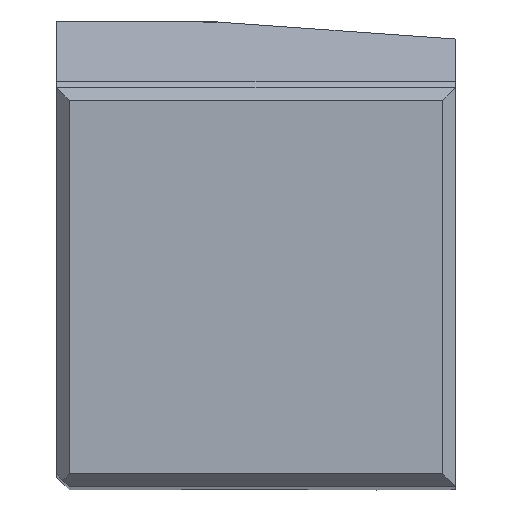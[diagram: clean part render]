
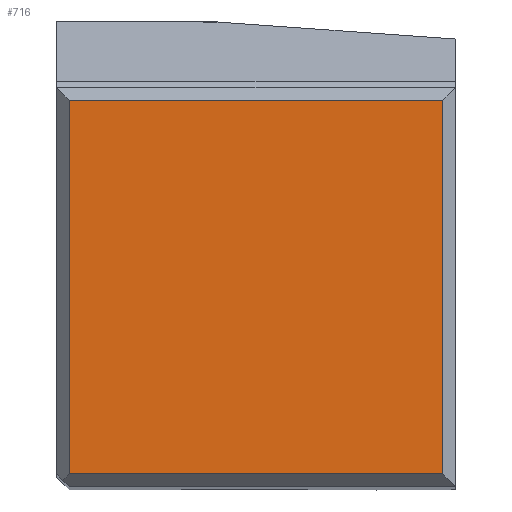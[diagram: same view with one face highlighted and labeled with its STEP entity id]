
A CAD part, top view. The second image highlights one B-rep face of the part: STEP entity #716.
In plain terms, the highlighted planar face has unit normal (0, 0, 1).
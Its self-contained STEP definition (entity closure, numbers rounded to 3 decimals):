
#509=FACE_OUTER_BOUND('',#1045,.T.);
#716=ADVANCED_FACE('',(#509),#806,.T.);
#806=PLANE('',#4308);
#1045=EDGE_LOOP('',(#2164,#2165,#2166,#2167));
#2164=ORIENTED_EDGE('',*,*,#3114,.F.);
#2165=ORIENTED_EDGE('',*,*,#3113,.T.);
#2166=ORIENTED_EDGE('',*,*,#3115,.F.);
#2167=ORIENTED_EDGE('',*,*,#2593,.T.);
#2221=VERTEX_POINT('',#5471);
#2222=VERTEX_POINT('',#5473);
#2547=VERTEX_POINT('',#11531);
#2548=VERTEX_POINT('',#11533);
#2593=EDGE_CURVE('',#2222,#2221,#3361,.T.);
#3113=EDGE_CURVE('',#2547,#2548,#3591,.T.);
#3114=EDGE_CURVE('',#2547,#2221,#3592,.T.);
#3115=EDGE_CURVE('',#2222,#2548,#3593,.T.);
#3361=LINE('',#5472,#3624);
#3591=LINE('',#11534,#3856);
#3592=LINE('',#11536,#3857);
#3593=LINE('',#11537,#3858);
#3624=VECTOR('',#4443,1.);
#3856=VECTOR('',#5339,1.);
#3857=VECTOR('',#5342,1.);
#3858=VECTOR('',#5343,1.);
#4308=AXIS2_PLACEMENT_3D('',#11538,#5344,#5345);
#4443=DIRECTION('',(1.,0.,0.));
#5339=DIRECTION('',(-1.,0.,0.));
#5342=DIRECTION('',(0.,-1.,0.));
#5343=DIRECTION('',(0.,1.,0.));
#5344=DIRECTION('',(0.,0.,1.));
#5345=DIRECTION('',(1.,0.,0.));
#5471=CARTESIAN_POINT('',(31.,1.,0.));
#5472=CARTESIAN_POINT('',(1.,1.,0.));
#5473=CARTESIAN_POINT('',(1.,1.,0.));
#11531=CARTESIAN_POINT('',(31.,31.,0.));
#11533=CARTESIAN_POINT('',(1.,31.,0.));
#11534=CARTESIAN_POINT('',(31.,31.,0.));
#11536=CARTESIAN_POINT('',(31.,31.,0.));
#11537=CARTESIAN_POINT('',(1.,1.,0.));
#11538=CARTESIAN_POINT('',(16.,16.,0.));
